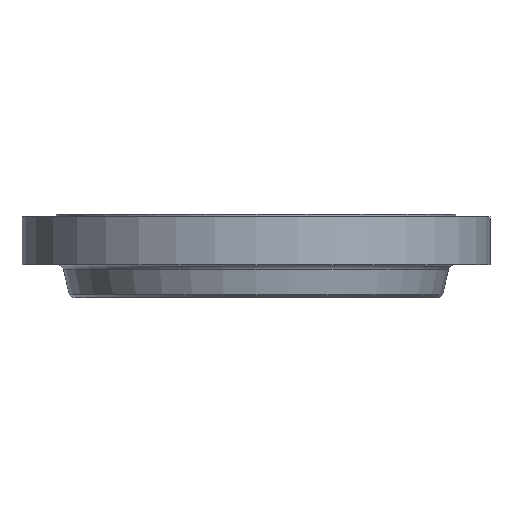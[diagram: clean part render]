
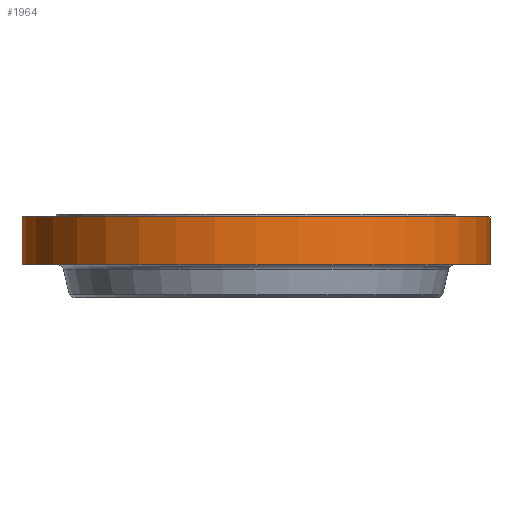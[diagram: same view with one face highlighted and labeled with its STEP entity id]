
A CAD part, front view. The second image highlights one B-rep face of the part: STEP entity #1964.
In plain terms, the highlighted cylindrical face has radius 542.925 mm (diameter 1085.85 mm), a partial arc.
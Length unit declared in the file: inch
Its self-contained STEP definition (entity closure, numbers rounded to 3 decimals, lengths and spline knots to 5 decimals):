
#7 = EDGE_CURVE ( 'NONE', #1828, #2372, #40, .T. ) ;
#16 = CARTESIAN_POINT ( 'NONE',  ( 21.375, 0., -4.625 ) ) ;
#40 = CIRCLE ( 'NONE', #1943, 21.375 ) ;
#184 = DIRECTION ( 'NONE',  ( 1., 0., 0. ) ) ;
#442 = CARTESIAN_POINT ( 'NONE',  ( -21.375, 0., 0. ) ) ;
#626 = VECTOR ( 'NONE', #1096, 39.37008 ) ;
#722 = VERTEX_POINT ( 'NONE', #16 ) ;
#825 = DIRECTION ( 'NONE',  ( 1., 0., 0. ) ) ;
#921 = AXIS2_PLACEMENT_3D ( 'NONE', #1740, #2384, #184 ) ;
#1074 = CARTESIAN_POINT ( 'NONE',  ( 0., 0., -0.25 ) ) ;
#1084 = LINE ( 'NONE', #1251, #626 ) ;
#1096 = DIRECTION ( 'NONE',  ( 0., 0., 1. ) ) ;
#1102 = DIRECTION ( 'NONE',  ( 0., 0., 1. ) ) ;
#1141 = EDGE_CURVE ( 'NONE', #1411, #722, #2540, .T. ) ;
#1251 = CARTESIAN_POINT ( 'NONE',  ( 21.375, 0., 0. ) ) ;
#1317 = CARTESIAN_POINT ( 'NONE',  ( -21.375, 0., -4.625 ) ) ;
#1411 = VERTEX_POINT ( 'NONE', #1317 ) ;
#1472 = FACE_OUTER_BOUND ( 'NONE', #2246, .T. ) ;
#1499 = CYLINDRICAL_SURFACE ( 'NONE', #921, 21.375 ) ;
#1524 = ORIENTED_EDGE ( 'NONE', *, *, #1141, .T. ) ;
#1546 = DIRECTION ( 'NONE',  ( 0., 0., 1. ) ) ;
#1561 = AXIS2_PLACEMENT_3D ( 'NONE', #1920, #2556, #825 ) ;
#1711 = VECTOR ( 'NONE', #1546, 39.37008 ) ;
#1740 = CARTESIAN_POINT ( 'NONE',  ( 0., 0., 0. ) ) ;
#1744 = DIRECTION ( 'NONE',  ( 1., 0., 0. ) ) ;
#1800 = LINE ( 'NONE', #442, #1711 ) ;
#1828 = VERTEX_POINT ( 'NONE', #2312 ) ;
#1829 = CARTESIAN_POINT ( 'NONE',  ( 21.375, 0., -0.25 ) ) ;
#1920 = CARTESIAN_POINT ( 'NONE',  ( 0., 0., -4.625 ) ) ;
#1922 = EDGE_CURVE ( 'NONE', #722, #2372, #1084, .T. ) ;
#1943 = AXIS2_PLACEMENT_3D ( 'NONE', #1074, #1102, #1744 ) ;
#1964 = ADVANCED_FACE ( 'NONE', ( #1472 ), #1499, .T. ) ;
#2211 = ORIENTED_EDGE ( 'NONE', *, *, #1922, .T. ) ;
#2246 = EDGE_LOOP ( 'NONE', ( #2574, #1524, #2211, #2701 ) ) ;
#2312 = CARTESIAN_POINT ( 'NONE',  ( -21.375, 0., -0.25 ) ) ;
#2372 = VERTEX_POINT ( 'NONE', #1829 ) ;
#2384 = DIRECTION ( 'NONE',  ( 0., 0., 1. ) ) ;
#2428 = EDGE_CURVE ( 'NONE', #1411, #1828, #1800, .T. ) ;
#2540 = CIRCLE ( 'NONE', #1561, 21.375 ) ;
#2556 = DIRECTION ( 'NONE',  ( 0., 0., 1. ) ) ;
#2574 = ORIENTED_EDGE ( 'NONE', *, *, #2428, .F. ) ;
#2701 = ORIENTED_EDGE ( 'NONE', *, *, #7, .F. ) ;
